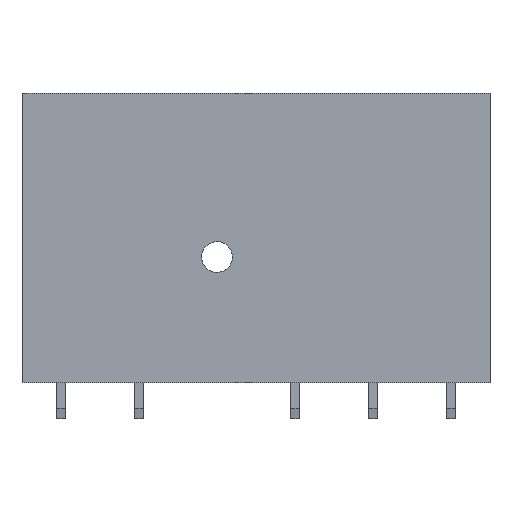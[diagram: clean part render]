
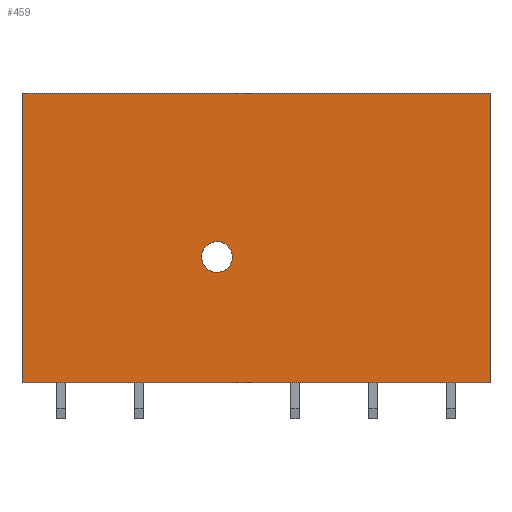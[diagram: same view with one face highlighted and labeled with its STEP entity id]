
A CAD part, front view. The second image highlights one B-rep face of the part: STEP entity #459.
In plain terms, the highlighted planar face has unit normal (0, -1, 0).
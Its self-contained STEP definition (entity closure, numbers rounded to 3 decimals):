
#414=AXIS2_PLACEMENT_3D('Plane Axis2P3D',#411,#412,#413) ;
#443=AXIS2_PLACEMENT_3D('Circle Axis2P3D',#441,#442,$) ;
#452=AXIS2_PLACEMENT_3D('Circle Axis2P3D',#450,#451,$) ;
#42=CARTESIAN_POINT('Vertex',(45.72,0.,3.5)) ;
#45=CARTESIAN_POINT('Line Origine',(22.86,0.,3.5)) ;
#49=CARTESIAN_POINT('Vertex',(0.,0.,3.5)) ;
#411=CARTESIAN_POINT('Axis2P3D Location',(0.,0.,31.8)) ;
#416=CARTESIAN_POINT('Line Origine',(45.72,0.,17.65)) ;
#420=CARTESIAN_POINT('Vertex',(45.72,0.,31.8)) ;
#423=CARTESIAN_POINT('Line Origine',(22.86,0.,31.8)) ;
#427=CARTESIAN_POINT('Vertex',(0.,0.,31.8)) ;
#430=CARTESIAN_POINT('Line Origine',(0.,0.,17.65)) ;
#441=CARTESIAN_POINT('Axis2P3D Location',(19.05,0.,15.8)) ;
#445=CARTESIAN_POINT('Vertex',(18.331,0.,17.116)) ;
#447=CARTESIAN_POINT('Vertex',(19.769,0.,14.484)) ;
#450=CARTESIAN_POINT('Axis2P3D Location',(19.05,0.,15.8)) ;
#46=DIRECTION('Vector Direction',(1.,0.,0.)) ;
#412=DIRECTION('Axis2P3D Direction',(0.,-1.,0.)) ;
#413=DIRECTION('Axis2P3D XDirection',(0.,0.,-1.)) ;
#417=DIRECTION('Vector Direction',(0.,0.,-1.)) ;
#424=DIRECTION('Vector Direction',(1.,0.,0.)) ;
#431=DIRECTION('Vector Direction',(0.,0.,-1.)) ;
#442=DIRECTION('Axis2P3D Direction',(0.,-1.,0.)) ;
#451=DIRECTION('Axis2P3D Direction',(0.,-1.,0.)) ;
#47=VECTOR('Line Direction',#46,1.) ;
#418=VECTOR('Line Direction',#417,1.) ;
#425=VECTOR('Line Direction',#424,1.) ;
#432=VECTOR('Line Direction',#431,1.) ;
#436=ORIENTED_EDGE('',*,*,#422,.T.) ;
#437=ORIENTED_EDGE('',*,*,#429,.F.) ;
#438=ORIENTED_EDGE('',*,*,#434,.F.) ;
#439=ORIENTED_EDGE('',*,*,#51,.T.) ;
#456=ORIENTED_EDGE('',*,*,#449,.F.) ;
#457=ORIENTED_EDGE('',*,*,#454,.F.) ;
#458=FACE_BOUND('',#455,.T.) ;
#459=ADVANCED_FACE('HOUSING',(#440,#458),#415,.T.) ;
#444=CIRCLE('generated circle',#443,1.5) ;
#453=CIRCLE('generated circle',#452,1.5) ;
#51=EDGE_CURVE('',#50,#43,#48,.T.) ;
#422=EDGE_CURVE('',#43,#421,#419,.F.) ;
#429=EDGE_CURVE('',#428,#421,#426,.T.) ;
#434=EDGE_CURVE('',#50,#428,#433,.F.) ;
#449=EDGE_CURVE('',#446,#448,#444,.T.) ;
#454=EDGE_CURVE('',#448,#446,#453,.T.) ;
#435=EDGE_LOOP('',(#436,#437,#438,#439)) ;
#455=EDGE_LOOP('',(#456,#457)) ;
#440=FACE_OUTER_BOUND('',#435,.T.) ;
#48=LINE('Line',#45,#47) ;
#419=LINE('Line',#416,#418) ;
#426=LINE('Line',#423,#425) ;
#433=LINE('Line',#430,#432) ;
#415=PLANE('',#414) ;
#43=VERTEX_POINT('',#42) ;
#50=VERTEX_POINT('',#49) ;
#421=VERTEX_POINT('',#420) ;
#428=VERTEX_POINT('',#427) ;
#446=VERTEX_POINT('',#445) ;
#448=VERTEX_POINT('',#447) ;
